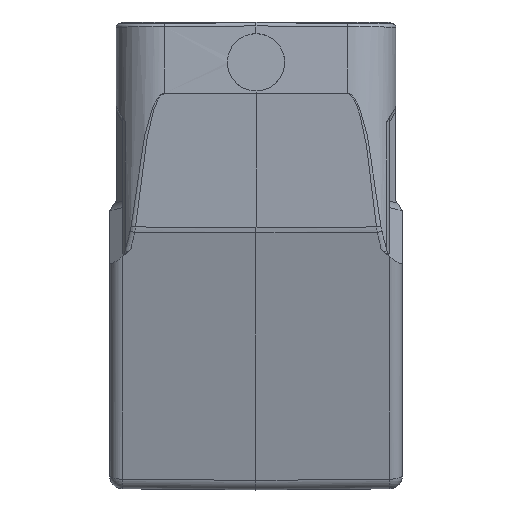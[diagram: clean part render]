
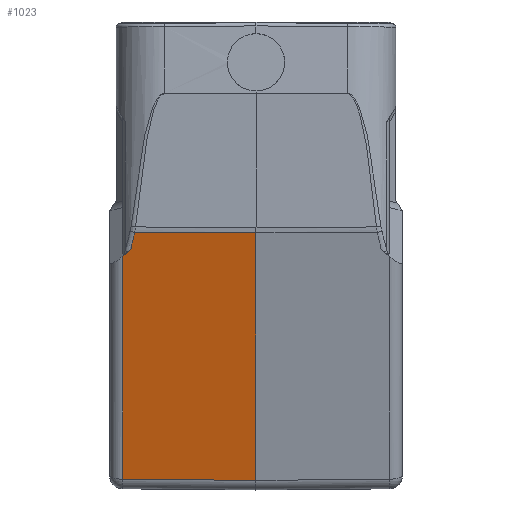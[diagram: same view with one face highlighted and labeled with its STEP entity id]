
A CAD part, left-side view. The second image highlights one B-rep face of the part: STEP entity #1023.
In plain terms, the highlighted planar face has unit normal (-0.966, 0.009, -0.259).
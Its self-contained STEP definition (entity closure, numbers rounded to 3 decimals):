
#430=PLANE('',#8806);
#1023=ADVANCED_FACE('',(#1608),#430,.T.);
#1608=FACE_OUTER_BOUND('',#2101,.T.);
#2101=EDGE_LOOP('',(#5851,#5852,#5853,#5854,#5855,#5856));
#2360=CIRCLE('',#8805,46.258);
#2943=LINE('',#14291,#3645);
#2946=LINE('',#14298,#3648);
#3036=LINE('',#14844,#3738);
#3037=LINE('',#14846,#3739);
#3038=LINE('',#14848,#3740);
#3645=VECTOR('',#10631,1.);
#3648=VECTOR('',#10638,1.);
#3738=VECTOR('',#10988,1.);
#3739=VECTOR('',#10991,1.);
#3740=VECTOR('',#10992,1.);
#5851=ORIENTED_EDGE('',*,*,#7726,.F.);
#5852=ORIENTED_EDGE('',*,*,#7722,.T.);
#5853=ORIENTED_EDGE('',*,*,#7903,.F.);
#5854=ORIENTED_EDGE('',*,*,#7904,.F.);
#5855=ORIENTED_EDGE('',*,*,#7905,.T.);
#5856=ORIENTED_EDGE('',*,*,#7906,.F.);
#6678=VERTEX_POINT('',#14285);
#6680=VERTEX_POINT('',#14292);
#6682=VERTEX_POINT('',#14299);
#6789=VERTEX_POINT('',#14826);
#6790=VERTEX_POINT('',#14847);
#6791=VERTEX_POINT('',#14849);
#7722=EDGE_CURVE('',#6680,#6678,#2943,.T.);
#7726=EDGE_CURVE('',#6680,#6682,#2946,.T.);
#7903=EDGE_CURVE('',#6789,#6678,#3036,.T.);
#7904=EDGE_CURVE('',#6790,#6789,#3037,.T.);
#7905=EDGE_CURVE('',#6790,#6791,#3038,.T.);
#7906=EDGE_CURVE('',#6682,#6791,#2360,.T.);
#8805=AXIS2_PLACEMENT_3D('',#14850,#10993,#10994);
#8806=AXIS2_PLACEMENT_3D('',#14851,#10995,#10996);
#10631=DIRECTION('',(0.259,0.,-0.966));
#10638=DIRECTION('',(-0.173,-0.765,0.62));
#10988=DIRECTION('',(0.007,1.,0.009));
#10991=DIRECTION('',(0.259,0.,-0.966));
#10992=DIRECTION('',(0.009,1.,0.002));
#10993=DIRECTION('',(0.966,-0.009,0.259));
#10994=DIRECTION('',(0.259,0.,-0.966));
#10995=DIRECTION('',(-0.966,0.009,-0.259));
#10996=DIRECTION('',(-0.259,0.,0.966));
#14285=CARTESIAN_POINT('',(-24.205,20.517,-70.339));
#14291=CARTESIAN_POINT('',(-29.275,20.517,-51.417));
#14292=CARTESIAN_POINT('',(-33.383,20.517,-36.083));
#14298=CARTESIAN_POINT('',(-33.259,21.065,-36.527));
#14299=CARTESIAN_POINT('',(-33.666,19.266,-35.069));
#14826=CARTESIAN_POINT('',(-24.342,0.01,-70.518));
#14844=CARTESIAN_POINT('',(-24.272,10.39,-70.427));
#14846=CARTESIAN_POINT('',(-23.945,0.01,-72.));
#14847=CARTESIAN_POINT('',(-34.55,0.007,-32.423));
#14848=CARTESIAN_POINT('',(-34.461,10.273,-32.407));
#14849=CARTESIAN_POINT('',(-34.389,18.655,-32.394));
#14850=CARTESIAN_POINT('',(-31.836,-26.193,-43.435));
#14851=CARTESIAN_POINT('',(-29.361,10.259,-51.44));
